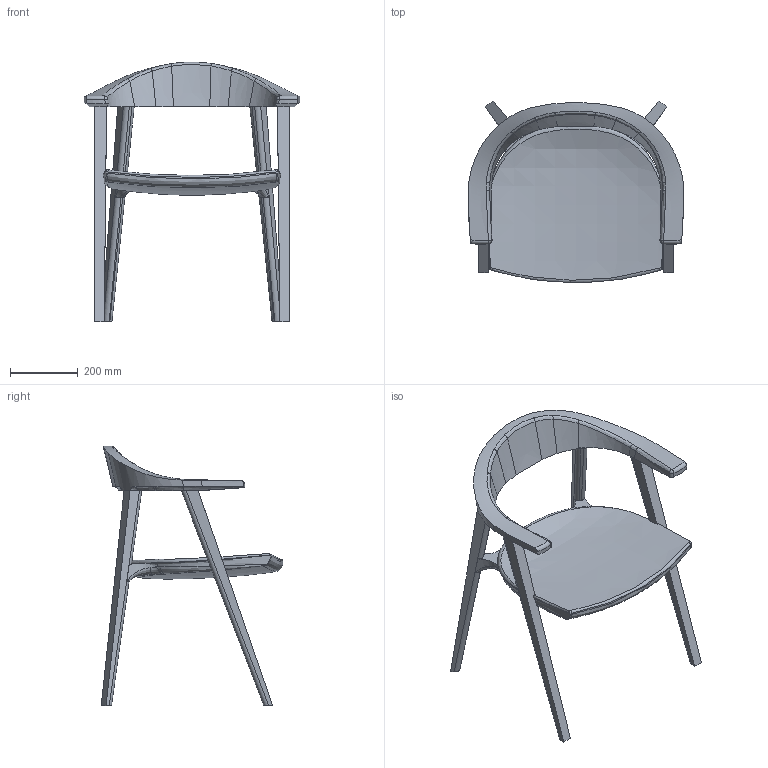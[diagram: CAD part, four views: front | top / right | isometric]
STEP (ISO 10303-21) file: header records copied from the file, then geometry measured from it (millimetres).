
FILE_DESCRIPTION(/* description */ (''),/* implementation_level */ '2;1');
FILE_NAME(/* name */ 'Mantis_CB-25_3D',/* time_stamp */ '2023-10-06T12:22:08+02:00',/* author */ (''),/* organization */ (''),/* preprocessor_version */ 'ST-DEVELOPER v16.5',/* originating_system */ 'Rhino 7.31',/* authorisation */ '');
FILE_SCHEMA (('AUTOMOTIVE_DESIGN'));
Length unit declared in the file: centimetre
Products named in the file (2): Document; Mantis_CB-25
Assembly tree (1 placements, depth 2):
  Document
    Mantis_CB-25
Bounding box: 637.64 x 536.27 x 767.09 mm (x, y, z)
Volume: 14081915.2 mm3; surface area: 1118698.7 mm2
Topology: 8 solids, 8 shells, 196 faces, 522 edges, 343 vertices
Faces by surface type: bspline 112, plane 55, cylinder 29
Entity records: 137180 total; most frequent: CARTESIAN_POINT 133835, ORIENTED_EDGE 1044, EDGE_CURVE 522, B_SPLINE_CURVE_WITH_KNOTS 425, VERTEX_POINT 343, EDGE_LOOP 197, ADVANCED_FACE 196, FACE_OUTER_BOUND 196
